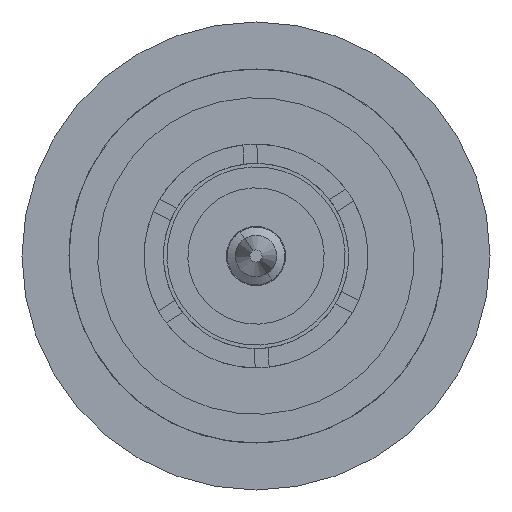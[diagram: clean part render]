
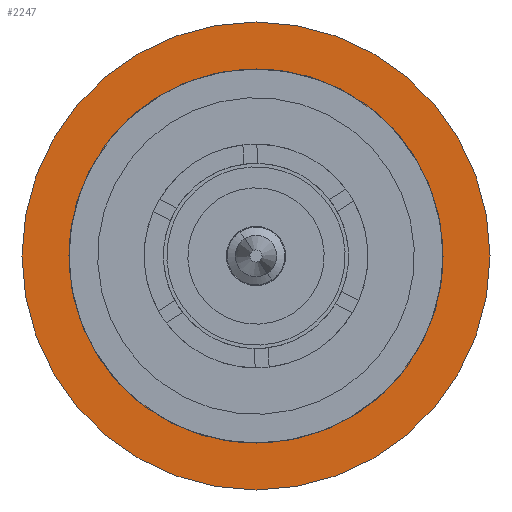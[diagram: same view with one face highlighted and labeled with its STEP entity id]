
A CAD part, front view. The second image highlights one B-rep face of the part: STEP entity #2247.
In plain terms, the highlighted planar face has unit normal (0, -1, 0).
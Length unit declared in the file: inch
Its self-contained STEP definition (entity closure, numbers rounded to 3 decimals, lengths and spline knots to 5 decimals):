
#237 = CARTESIAN_POINT ( 'NONE',  ( 0., 0., 0. ) ) ;
#343 = ORIENTED_EDGE ( 'NONE', *, *, #4899, .F. ) ;
#494 = EDGE_CURVE ( 'NONE', #3461, #1152, #4021, .T. ) ;
#613 = CIRCLE ( 'NONE', #3417, 0.2675 ) ;
#790 = EDGE_CURVE ( 'NONE', #1470, #4663, #3317, .T. ) ;
#799 = DIRECTION ( 'NONE',  ( 0., 0., -1. ) ) ;
#916 = FACE_BOUND ( 'NONE', #1733, .T. ) ;
#1152 = VERTEX_POINT ( 'NONE', #1177 ) ;
#1177 = CARTESIAN_POINT ( 'NONE',  ( 0.33465, 0., -0.33465 ) ) ;
#1246 = AXIS2_PLACEMENT_3D ( 'NONE', #4638, #4566, #2664 ) ;
#1248 = AXIS2_PLACEMENT_3D ( 'NONE', #237, #4420, #4369 ) ;
#1470 = VERTEX_POINT ( 'NONE', #4498 ) ;
#1511 = CARTESIAN_POINT ( 'NONE',  ( 0.33465, 0., 0. ) ) ;
#1733 = EDGE_LOOP ( 'NONE', ( #4519, #4891 ) ) ;
#1857 = AXIS2_PLACEMENT_3D ( 'NONE', #4185, #3372, #2224 ) ;
#2114 = CARTESIAN_POINT ( 'NONE',  ( 0.33465, 0., 0.2675 ) ) ;
#2224 = DIRECTION ( 'NONE',  ( 0., 0., -1. ) ) ;
#2247 = ADVANCED_FACE ( 'NONE', ( #916, #4848 ), #2883, .T. ) ;
#2253 = DIRECTION ( 'NONE',  ( 0., 0., 1. ) ) ;
#2664 = DIRECTION ( 'NONE',  ( 0., 0., 1. ) ) ;
#2679 = CARTESIAN_POINT ( 'NONE',  ( 0.33465, 0., 0.33465 ) ) ;
#2883 = PLANE ( 'NONE',  #1248 ) ;
#2969 = DIRECTION ( 'NONE',  ( 0., 1., 0. ) ) ;
#3222 = AXIS2_PLACEMENT_3D ( 'NONE', #4884, #2969, #2253 ) ;
#3317 = CIRCLE ( 'NONE', #1857, 0.2675 ) ;
#3372 = DIRECTION ( 'NONE',  ( 0., -1., 0. ) ) ;
#3417 = AXIS2_PLACEMENT_3D ( 'NONE', #1511, #4612, #799 ) ;
#3461 = VERTEX_POINT ( 'NONE', #2679 ) ;
#3478 = ORIENTED_EDGE ( 'NONE', *, *, #494, .F. ) ;
#3593 = CIRCLE ( 'NONE', #1246, 0.33465 ) ;
#4021 = CIRCLE ( 'NONE', #3222, 0.33465 ) ;
#4185 = CARTESIAN_POINT ( 'NONE',  ( 0.33465, 0., 0. ) ) ;
#4369 = DIRECTION ( 'NONE',  ( 0., 0., -1. ) ) ;
#4420 = DIRECTION ( 'NONE',  ( 0., -1., 0. ) ) ;
#4498 = CARTESIAN_POINT ( 'NONE',  ( 0.33465, 0., -0.2675 ) ) ;
#4519 = ORIENTED_EDGE ( 'NONE', *, *, #790, .F. ) ;
#4566 = DIRECTION ( 'NONE',  ( 0., 1., 0. ) ) ;
#4612 = DIRECTION ( 'NONE',  ( 0., -1., 0. ) ) ;
#4638 = CARTESIAN_POINT ( 'NONE',  ( 0.33465, 0., 0. ) ) ;
#4663 = VERTEX_POINT ( 'NONE', #2114 ) ;
#4753 = EDGE_LOOP ( 'NONE', ( #3478, #343 ) ) ;
#4848 = FACE_OUTER_BOUND ( 'NONE', #4753, .T. ) ;
#4867 = EDGE_CURVE ( 'NONE', #4663, #1470, #613, .T. ) ;
#4884 = CARTESIAN_POINT ( 'NONE',  ( 0.33465, 0., 0. ) ) ;
#4891 = ORIENTED_EDGE ( 'NONE', *, *, #4867, .F. ) ;
#4899 = EDGE_CURVE ( 'NONE', #1152, #3461, #3593, .T. ) ;
